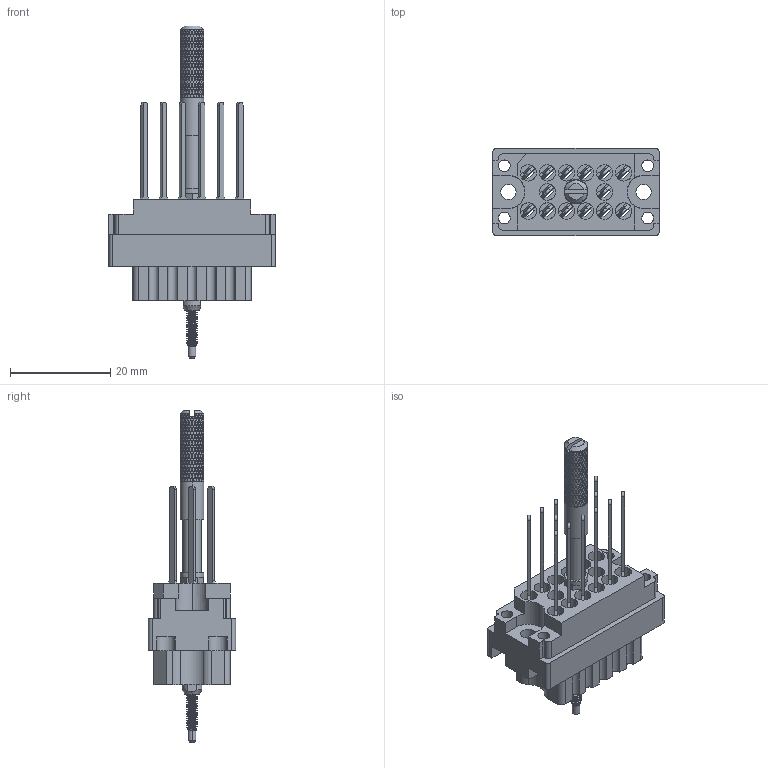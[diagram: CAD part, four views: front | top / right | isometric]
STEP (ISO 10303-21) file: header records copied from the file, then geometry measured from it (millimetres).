
FILE_DESCRIPTION (( 'STEP AP203' ), '1' );
FILE_NAME ('519-014-542-405.STEP', '2020-09-09T19:40:59', ( '' ), ( '' ), 'SwSTEP 2.0', 'SolidWorks 2020', '' );
FILE_SCHEMA (( 'CONFIG_CONTROL_DESIGN' ));
Length unit declared in the file: inch
Products named in the file (9): 516-250-021-102_519; 516-251-025-100; 516-250-020-111; 516-253-025-100; 519-014-542-405; Actuating Screw Assy 020; 519 Receptacle Insulator_014; 516-252-022-102; 516-292-001_542 Contact
Assembly tree (21 placements, depth 3):
  519-014-542-405
    519 Receptacle Insulator_014
    516-292-001_542 Contact  x14
    Actuating Screw Assy 020
      516-251-025-100
      516-250-021-102_519
      516-250-020-111
      516-253-025-100
      516-252-022-102
Bounding box: 33.32 x 17.42 x 66.29 mm (x, y, z)
Volume: 7474.9 mm3; surface area: 11303.9 mm2
Topology: 20 solids, 20 shells, 4163 faces, 9863 edges, 5754 vertices
Faces by surface type: bspline 2106, cylinder 1050, plane 987, cone 20
Entity records: 177562 total; most frequent: CARTESIAN_POINT 128465, ORIENTED_EDGE 14318, EDGE_CURVE 7159, DIRECTION 4815, VERTEX_POINT 3960, EDGE_LOOP 3293, ADVANCED_FACE 3227, FACE_OUTER_BOUND 3227
